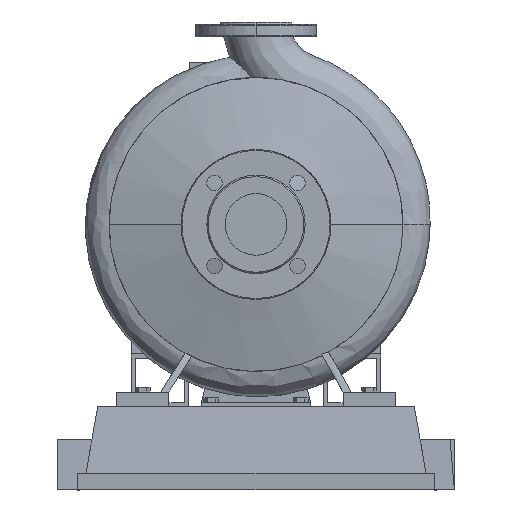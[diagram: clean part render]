
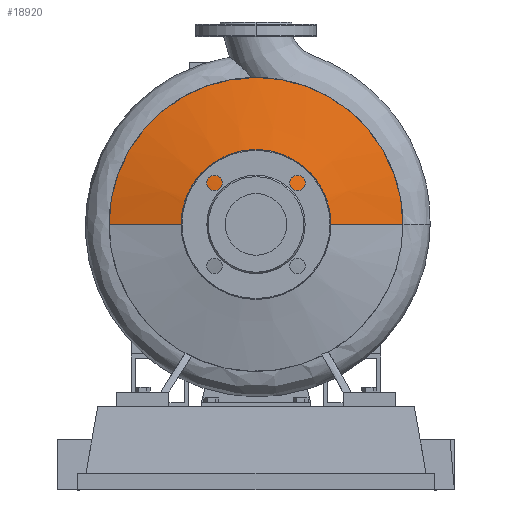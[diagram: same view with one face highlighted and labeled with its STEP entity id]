
A CAD part, left-side view. The second image highlights one B-rep face of the part: STEP entity #18920.
In plain terms, the highlighted conical face has half-angle 76.185 degrees and reference radius 120.5 mm.
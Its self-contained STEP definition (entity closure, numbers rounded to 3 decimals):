
#18879=CARTESIAN_POINT('',(-60.0,0.,328.0));
#18880=DIRECTION('',(1.0,0.,0.));
#18881=DIRECTION('',(0.0,-1.0,0.0));
#18882=AXIS2_PLACEMENT_3D('',#18879,#18880,#18881);
#18883=CONICAL_SURFACE('',#18882,120.5,76.185);
#18884=CARTESIAN_POINT('',(-45.,-181.5,328.));
#18885=VERTEX_POINT('',#18884);
#18886=CARTESIAN_POINT('',(-75.,-59.5,328.0));
#18887=VERTEX_POINT('',#18886);
#18888=CARTESIAN_POINT('',(-45.,-181.5,328.));
#18889=DIRECTION('',(-0.239,0.971,0.));
#18890=VECTOR('',#18889,125.634);
#18891=LINE('',#18888,#18890);
#18892=EDGE_CURVE('',#18885,#18887,#18891,.T.);
#18893=ORIENTED_EDGE('',*,*,#18892,.F.);
#18894=CARTESIAN_POINT('',(-45.,181.5,328.));
#18895=VERTEX_POINT('',#18894);
#18896=CARTESIAN_POINT('',(-45.0,0.,328.0));
#18897=DIRECTION('',(-1.0,0.0,0.0));
#18898=DIRECTION('',(0.0,-1.0,0.0));
#18899=AXIS2_PLACEMENT_3D('',#18896,#18897,#18898);
#18900=CIRCLE('',#18899,181.5);
#18901=EDGE_CURVE('',#18885,#18895,#18900,.T.);
#18902=ORIENTED_EDGE('',*,*,#18901,.T.);
#18903=CARTESIAN_POINT('',(-75.,59.5,328.0));
#18904=VERTEX_POINT('',#18903);
#18905=CARTESIAN_POINT('',(-45.,181.5,328.));
#18906=DIRECTION('',(-0.239,-0.971,0.));
#18907=VECTOR('',#18906,125.634);
#18908=LINE('',#18905,#18907);
#18909=EDGE_CURVE('',#18895,#18904,#18908,.T.);
#18910=ORIENTED_EDGE('',*,*,#18909,.T.);
#18911=CARTESIAN_POINT('',(-75.0,0.,328.0));
#18912=DIRECTION('',(1.0,0.0,0.0));
#18913=DIRECTION('',(0.0,-1.0,0.0));
#18914=AXIS2_PLACEMENT_3D('',#18911,#18912,#18913);
#18915=CIRCLE('',#18914,59.5);
#18916=EDGE_CURVE('',#18904,#18887,#18915,.T.);
#18917=ORIENTED_EDGE('',*,*,#18916,.T.);
#18918=EDGE_LOOP('',(#18893,#18902,#18910,#18917));
#18919=FACE_OUTER_BOUND('',#18918,.T.);
#18920=ADVANCED_FACE('',(#18919),#18883,.T.);
